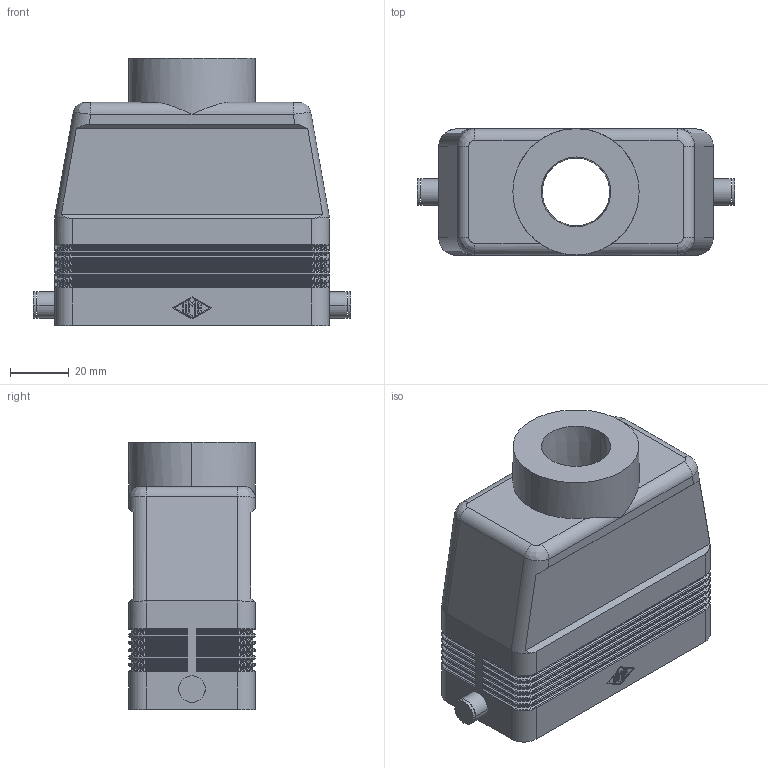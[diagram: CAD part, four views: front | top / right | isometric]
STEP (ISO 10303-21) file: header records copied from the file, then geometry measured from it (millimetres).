
FILE_DESCRIPTION(('Creo Elements/Direct Modeling STEP Export'),'2;1');
FILE_NAME('CAVT_16_5_L.stp','2012-12-18T10:30:48',(''),(''),'Creo Elements/Direct Modeling STEP processor for AP214 (Solid Model)','Creo Elements/Direct Modeling 18.0B 02-Dec-2011 (C) Parametric Technology GmbH','');
FILE_SCHEMA(('AUTOMOTIVE_DESIGN { 1 0 10303 214 1 1 1 1 }'));
Length unit declared in the file: millimetre
Products named in the file (1): MSBO14095
Bounding box: 108 x 43 x 91 mm (x, y, z)
Volume: 82793.3 mm3; surface area: 49142.4 mm2
Topology: 1 solids, 1 shells, 650 faces, 1517 edges, 884 vertices
Faces by surface type: cylinder 262, plane 230, torus 96, cone 58, bspline 4
Entity records: 23443 total; most frequent: CARTESIAN_POINT 3378, DIRECTION 3293, ORIENTED_EDGE 3018, EDGE_CURVE 1509, AXIS2_PLACEMENT_3D 1227, VERTEX_POINT 884, VECTOR 839, LINE 839
